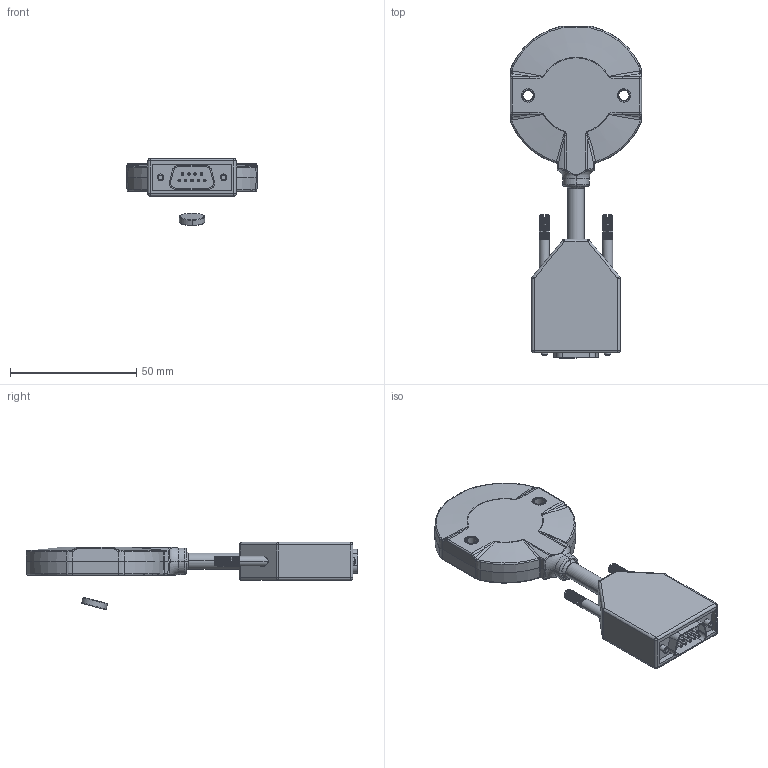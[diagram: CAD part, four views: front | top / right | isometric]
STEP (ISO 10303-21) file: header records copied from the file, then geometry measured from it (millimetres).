
FILE_DESCRIPTION (( 'STEP AP203' ), '1' );
FILE_NAME ('M090_ACW4_CanOpen.STEP', '2018-10-16T09:08:26', ( '' ), ( '' ), 'SwSTEP 2.0', 'SolidWorks 2017', '' );
FILE_SCHEMA (( 'CONFIG_CONTROL_DESIGN' ));
Length unit declared in the file: millimetre
Products named in the file (6): fiche db9_D‚faut; M090_ACW4_CanOpen; Surmoulage_final_mono_avec depouilles_capteur single; insert_male_insert tcw4 v4_DÚfaut_D‚faut; aimant d-022_10x2.5; câble TCW4_fils non d‚nud‚s
Assembly tree (6 placements, depth 2):
  M090_ACW4_CanOpen
    Surmoulage_final_mono_avec depouilles_capteur single
    insert_male_insert tcw4 v4_DÚfaut_D‚faut  x2
    aimant d-022_10x2.5
    câble TCW4_fils non d‚nud‚s
    fiche db9_D‚faut
Bounding box: 52 x 131.5 x 26.66 mm (x, y, z)
Volume: 47977.4 mm3; surface area: 15415.2 mm2
Topology: 6 solids, 6 shells, 1094 faces, 2842 edges, 1802 vertices
Faces by surface type: plane 493, cylinder 276, bspline 148, torus 95, cone 66, sphere 16
Entity records: 33957 total; most frequent: CARTESIAN_POINT 11571, ORIENTED_EDGE 4780, DIRECTION 4244, EDGE_CURVE 2390, AXIS2_PLACEMENT_3D 1605, VERTEX_POINT 1516, LINE 1034, VECTOR 1034
